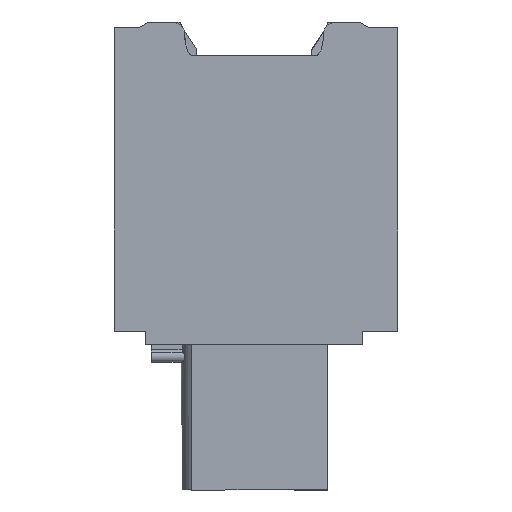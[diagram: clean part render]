
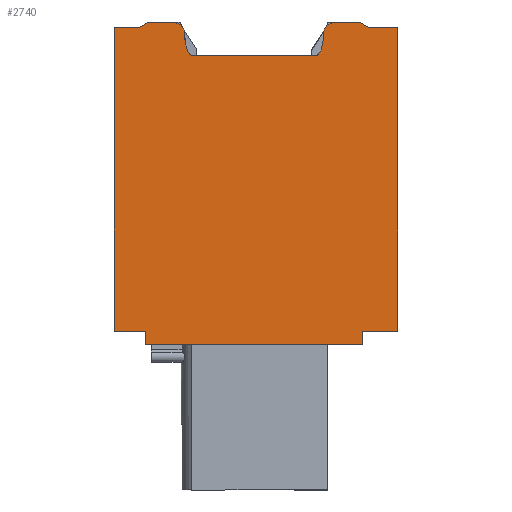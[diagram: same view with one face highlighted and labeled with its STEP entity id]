
A CAD part, left-side view. The second image highlights one B-rep face of the part: STEP entity #2740.
In plain terms, the highlighted planar face has unit normal (-1, 0, 0).
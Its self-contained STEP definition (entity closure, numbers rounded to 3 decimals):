
#875=AXIS2_PLACEMENT_3D('Circle Axis2P3D',#873,#874,$) ;
#923=AXIS2_PLACEMENT_3D('Circle Axis2P3D',#921,#922,$) ;
#2643=AXIS2_PLACEMENT_3D('Plane Axis2P3D',#2640,#2641,#2642) ;
#837=CARTESIAN_POINT('Vertex',(0.,11.939,25.)) ;
#853=CARTESIAN_POINT('Vertex',(0.,13.4,25.)) ;
#856=CARTESIAN_POINT('Line Origine',(0.,8.675,25.)) ;
#873=CARTESIAN_POINT('Axis2P3D Location',(0.,11.939,24.5)) ;
#877=CARTESIAN_POINT('Vertex',(0.,11.439,24.525)) ;
#918=CARTESIAN_POINT('Vertex',(0.,3.961,24.525)) ;
#921=CARTESIAN_POINT('Axis2P3D Location',(0.,3.461,24.5)) ;
#925=CARTESIAN_POINT('Vertex',(0.,3.461,25.)) ;
#959=CARTESIAN_POINT('Line Origine',(0.,6.725,25.)) ;
#963=CARTESIAN_POINT('Vertex',(0.,2.,25.)) ;
#990=CARTESIAN_POINT('Line Origine',(0.,1.75,24.875)) ;
#994=CARTESIAN_POINT('Vertex',(0.,1.5,24.75)) ;
#1065=CARTESIAN_POINT('Vertex',(0.,13.9,24.75)) ;
#1068=CARTESIAN_POINT('Line Origine',(0.,13.65,24.875)) ;
#1961=CARTESIAN_POINT('Vertex',(0.,4.45,23.25)) ;
#1965=CARTESIAN_POINT('Control Point',(0.,4.45,23.25)) ;
#1966=CARTESIAN_POINT('Control Point',(0.,4.406,23.25)) ;
#1967=CARTESIAN_POINT('Control Point',(0.,4.364,23.258)) ;
#1968=CARTESIAN_POINT('Control Point',(0.,4.321,23.278)) ;
#1969=CARTESIAN_POINT('Control Point',(0.,4.241,23.336)) ;
#1970=CARTESIAN_POINT('Control Point',(0.,4.178,23.426)) ;
#1971=CARTESIAN_POINT('Control Point',(0.,4.15,23.48)) ;
#1972=CARTESIAN_POINT('Control Point',(0.,4.077,23.649)) ;
#1973=CARTESIAN_POINT('Control Point',(0.,4.035,23.833)) ;
#1974=CARTESIAN_POINT('Control Point',(0.,4.014,23.952)) ;
#1975=CARTESIAN_POINT('Control Point',(0.,3.989,24.142)) ;
#1976=CARTESIAN_POINT('Control Point',(0.,3.973,24.328)) ;
#1977=CARTESIAN_POINT('Control Point',(0.,3.968,24.394)) ;
#1978=CARTESIAN_POINT('Control Point',(0.,3.964,24.459)) ;
#1979=CARTESIAN_POINT('Control Point',(0.,3.961,24.525)) ;
#2005=CARTESIAN_POINT('Control Point',(0.,10.95,23.25)) ;
#2006=CARTESIAN_POINT('Control Point',(0.,11.005,23.25)) ;
#2007=CARTESIAN_POINT('Control Point',(0.,11.059,23.263)) ;
#2008=CARTESIAN_POINT('Control Point',(0.,11.109,23.294)) ;
#2009=CARTESIAN_POINT('Control Point',(0.,11.228,23.409)) ;
#2010=CARTESIAN_POINT('Control Point',(0.,11.297,23.576)) ;
#2011=CARTESIAN_POINT('Control Point',(0.,11.33,23.686)) ;
#2012=CARTESIAN_POINT('Control Point',(0.,11.384,23.922)) ;
#2013=CARTESIAN_POINT('Control Point',(0.,11.413,24.158)) ;
#2014=CARTESIAN_POINT('Control Point',(0.,11.425,24.281)) ;
#2015=CARTESIAN_POINT('Control Point',(0.,11.433,24.403)) ;
#2016=CARTESIAN_POINT('Control Point',(0.,11.439,24.525)) ;
#2017=CARTESIAN_POINT('Vertex',(0.,10.95,23.25)) ;
#2241=CARTESIAN_POINT('Line Origine',(0.,0.75,24.75)) ;
#2245=CARTESIAN_POINT('Vertex',(0.,0.,24.75)) ;
#2640=CARTESIAN_POINT('Axis2P3D Location',(0.,15.2,7.8)) ;
#2645=CARTESIAN_POINT('Line Origine',(0.,1.55,8.5)) ;
#2649=CARTESIAN_POINT('Vertex',(0.,1.9,8.5)) ;
#2651=CARTESIAN_POINT('Vertex',(0.,1.2,8.5)) ;
#2654=CARTESIAN_POINT('Line Origine',(0.,0.6,8.5)) ;
#2658=CARTESIAN_POINT('Vertex',(0.,0.,8.5)) ;
#2661=CARTESIAN_POINT('Line Origine',(0.,0.,16.625)) ;
#2666=CARTESIAN_POINT('Line Origine',(0.,7.7,23.25)) ;
#2671=CARTESIAN_POINT('Line Origine',(0.,14.55,24.75)) ;
#2675=CARTESIAN_POINT('Vertex',(0.,15.2,24.75)) ;
#2678=CARTESIAN_POINT('Line Origine',(0.,15.2,16.625)) ;
#2682=CARTESIAN_POINT('Vertex',(0.,15.2,8.5)) ;
#2685=CARTESIAN_POINT('Line Origine',(0.,14.6,8.5)) ;
#2689=CARTESIAN_POINT('Vertex',(0.,14.,8.5)) ;
#2692=CARTESIAN_POINT('Line Origine',(0.,13.75,8.5)) ;
#2696=CARTESIAN_POINT('Vertex',(0.,13.5,8.5)) ;
#2699=CARTESIAN_POINT('Line Origine',(0.,13.5,8.15)) ;
#2703=CARTESIAN_POINT('Vertex',(0.,13.5,7.8)) ;
#2706=CARTESIAN_POINT('Line Origine',(0.,7.7,7.8)) ;
#2710=CARTESIAN_POINT('Vertex',(0.,1.9,7.8)) ;
#2713=CARTESIAN_POINT('Line Origine',(0.,1.9,8.15)) ;
#857=DIRECTION('Vector Direction',(0.,-1.,0.)) ;
#874=DIRECTION('Axis2P3D Direction',(1.,0.,0.)) ;
#922=DIRECTION('Axis2P3D Direction',(-1.,0.,0.)) ;
#960=DIRECTION('Vector Direction',(0.,1.,0.)) ;
#991=DIRECTION('Vector Direction',(0.,0.894,0.447)) ;
#1069=DIRECTION('Vector Direction',(0.,-0.894,0.447)) ;
#2242=DIRECTION('Vector Direction',(0.,1.,0.)) ;
#2641=DIRECTION('Axis2P3D Direction',(1.,0.,0.)) ;
#2642=DIRECTION('Axis2P3D XDirection',(0.,0.,1.)) ;
#2646=DIRECTION('Vector Direction',(0.,1.,0.)) ;
#2655=DIRECTION('Vector Direction',(0.,-1.,0.)) ;
#2662=DIRECTION('Vector Direction',(0.,0.,-1.)) ;
#2667=DIRECTION('Vector Direction',(0.,1.,0.)) ;
#2672=DIRECTION('Vector Direction',(0.,-1.,0.)) ;
#2679=DIRECTION('Vector Direction',(0.,0.,-1.)) ;
#2686=DIRECTION('Vector Direction',(0.,-1.,0.)) ;
#2693=DIRECTION('Vector Direction',(0.,1.,0.)) ;
#2700=DIRECTION('Vector Direction',(0.,0.,1.)) ;
#2707=DIRECTION('Vector Direction',(0.,-1.,0.)) ;
#2714=DIRECTION('Vector Direction',(0.,0.,-1.)) ;
#858=VECTOR('Line Direction',#857,1.) ;
#961=VECTOR('Line Direction',#960,1.) ;
#992=VECTOR('Line Direction',#991,1.) ;
#1070=VECTOR('Line Direction',#1069,1.) ;
#2243=VECTOR('Line Direction',#2242,1.) ;
#2647=VECTOR('Line Direction',#2646,1.) ;
#2656=VECTOR('Line Direction',#2655,1.) ;
#2663=VECTOR('Line Direction',#2662,1.) ;
#2668=VECTOR('Line Direction',#2667,1.) ;
#2673=VECTOR('Line Direction',#2672,1.) ;
#2680=VECTOR('Line Direction',#2679,1.) ;
#2687=VECTOR('Line Direction',#2686,1.) ;
#2694=VECTOR('Line Direction',#2693,1.) ;
#2701=VECTOR('Line Direction',#2700,1.) ;
#2708=VECTOR('Line Direction',#2707,1.) ;
#2715=VECTOR('Line Direction',#2714,1.) ;
#2719=ORIENTED_EDGE('',*,*,#2653,.T.) ;
#2720=ORIENTED_EDGE('',*,*,#2660,.T.) ;
#2721=ORIENTED_EDGE('',*,*,#2665,.F.) ;
#2722=ORIENTED_EDGE('',*,*,#2247,.T.) ;
#2723=ORIENTED_EDGE('',*,*,#996,.T.) ;
#2724=ORIENTED_EDGE('',*,*,#965,.T.) ;
#2725=ORIENTED_EDGE('',*,*,#927,.T.) ;
#2726=ORIENTED_EDGE('',*,*,#1980,.F.) ;
#2727=ORIENTED_EDGE('',*,*,#2670,.T.) ;
#2728=ORIENTED_EDGE('',*,*,#2019,.F.) ;
#2729=ORIENTED_EDGE('',*,*,#879,.F.) ;
#2730=ORIENTED_EDGE('',*,*,#860,.F.) ;
#2731=ORIENTED_EDGE('',*,*,#1072,.F.) ;
#2732=ORIENTED_EDGE('',*,*,#2677,.F.) ;
#2733=ORIENTED_EDGE('',*,*,#2684,.T.) ;
#2734=ORIENTED_EDGE('',*,*,#2691,.T.) ;
#2735=ORIENTED_EDGE('',*,*,#2698,.T.) ;
#2736=ORIENTED_EDGE('',*,*,#2705,.T.) ;
#2737=ORIENTED_EDGE('',*,*,#2712,.T.) ;
#2738=ORIENTED_EDGE('',*,*,#2717,.T.) ;
#2740=ADVANCED_FACE('housing',(#2739),#2644,.F.) ;
#1964=B_SPLINE_CURVE_WITH_KNOTS('',5,(#1965,#1966,#1967,#1968,#1969,#1970,#1971,#1972,#1973,#1974,#1975,#1976,#1977,#1978,#1979),.UNSPECIFIED.,.F.,.U.,(6,3,3,3,6),(0.,0.307,0.698,1.499,1.937),.UNSPECIFIED.) ;
#2004=B_SPLINE_CURVE_WITH_KNOTS('',5,(#2005,#2006,#2007,#2008,#2009,#2010,#2011,#2012,#2013,#2014,#2015,#2016),.UNSPECIFIED.,.F.,.U.,(6,3,3,6),(0.,0.386,1.123,1.938),.UNSPECIFIED.) ;
#876=CIRCLE('generated circle',#875,0.5) ;
#924=CIRCLE('generated circle',#923,0.5) ;
#860=EDGE_CURVE('',#854,#838,#859,.T.) ;
#879=EDGE_CURVE('',#838,#878,#876,.T.) ;
#927=EDGE_CURVE('',#926,#919,#924,.T.) ;
#965=EDGE_CURVE('',#964,#926,#962,.T.) ;
#996=EDGE_CURVE('',#995,#964,#993,.T.) ;
#1072=EDGE_CURVE('',#1066,#854,#1071,.T.) ;
#1980=EDGE_CURVE('',#1962,#919,#1964,.T.) ;
#2019=EDGE_CURVE('',#878,#2018,#2004,.F.) ;
#2247=EDGE_CURVE('',#2246,#995,#2244,.T.) ;
#2653=EDGE_CURVE('',#2650,#2652,#2648,.F.) ;
#2660=EDGE_CURVE('',#2652,#2659,#2657,.T.) ;
#2665=EDGE_CURVE('',#2246,#2659,#2664,.T.) ;
#2670=EDGE_CURVE('',#1962,#2018,#2669,.T.) ;
#2677=EDGE_CURVE('',#2676,#1066,#2674,.T.) ;
#2684=EDGE_CURVE('',#2676,#2683,#2681,.T.) ;
#2691=EDGE_CURVE('',#2683,#2690,#2688,.T.) ;
#2698=EDGE_CURVE('',#2690,#2697,#2695,.F.) ;
#2705=EDGE_CURVE('',#2697,#2704,#2702,.F.) ;
#2712=EDGE_CURVE('',#2704,#2711,#2709,.T.) ;
#2717=EDGE_CURVE('',#2711,#2650,#2716,.F.) ;
#2718=EDGE_LOOP('',(#2719,#2720,#2721,#2722,#2723,#2724,#2725,#2726,#2727,#2728,#2729,#2730,#2731,#2732,#2733,#2734,#2735,#2736,#2737,#2738)) ;
#2739=FACE_OUTER_BOUND('',#2718,.T.) ;
#859=LINE('Line',#856,#858) ;
#962=LINE('Line',#959,#961) ;
#993=LINE('Line',#990,#992) ;
#1071=LINE('Line',#1068,#1070) ;
#2244=LINE('Line',#2241,#2243) ;
#2648=LINE('Line',#2645,#2647) ;
#2657=LINE('Line',#2654,#2656) ;
#2664=LINE('Line',#2661,#2663) ;
#2669=LINE('Line',#2666,#2668) ;
#2674=LINE('Line',#2671,#2673) ;
#2681=LINE('Line',#2678,#2680) ;
#2688=LINE('Line',#2685,#2687) ;
#2695=LINE('Line',#2692,#2694) ;
#2702=LINE('Line',#2699,#2701) ;
#2709=LINE('Line',#2706,#2708) ;
#2716=LINE('Line',#2713,#2715) ;
#2644=PLANE('',#2643) ;
#838=VERTEX_POINT('',#837) ;
#854=VERTEX_POINT('',#853) ;
#878=VERTEX_POINT('',#877) ;
#919=VERTEX_POINT('',#918) ;
#926=VERTEX_POINT('',#925) ;
#964=VERTEX_POINT('',#963) ;
#995=VERTEX_POINT('',#994) ;
#1066=VERTEX_POINT('',#1065) ;
#1962=VERTEX_POINT('',#1961) ;
#2018=VERTEX_POINT('',#2017) ;
#2246=VERTEX_POINT('',#2245) ;
#2650=VERTEX_POINT('',#2649) ;
#2652=VERTEX_POINT('',#2651) ;
#2659=VERTEX_POINT('',#2658) ;
#2676=VERTEX_POINT('',#2675) ;
#2683=VERTEX_POINT('',#2682) ;
#2690=VERTEX_POINT('',#2689) ;
#2697=VERTEX_POINT('',#2696) ;
#2704=VERTEX_POINT('',#2703) ;
#2711=VERTEX_POINT('',#2710) ;
